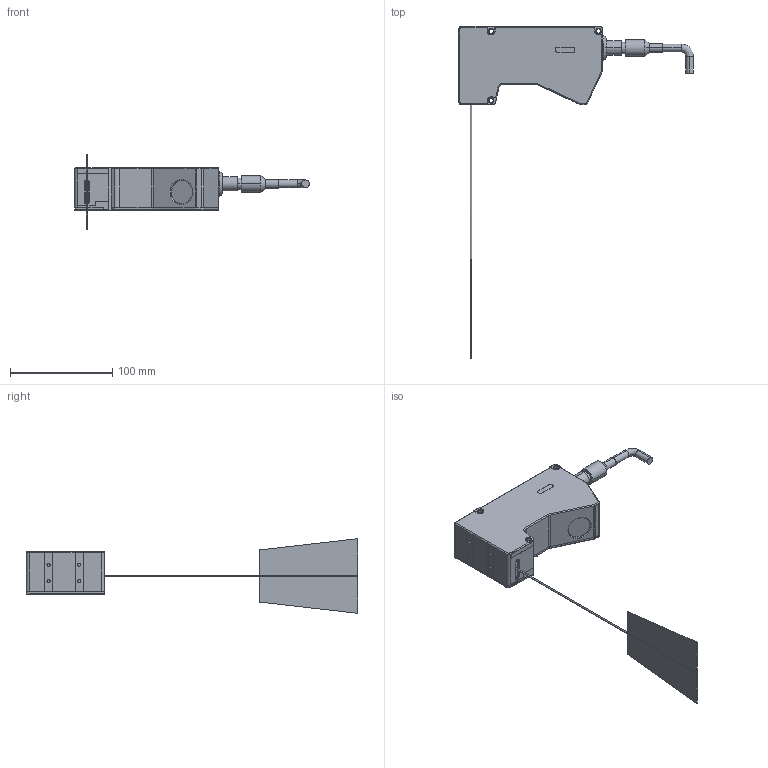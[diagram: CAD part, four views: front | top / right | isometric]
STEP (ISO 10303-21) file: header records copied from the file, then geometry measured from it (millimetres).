
FILE_DESCRIPTION (( 'STEP AP203' ), '1' );
FILE_NAME ('LJ-V7200_3.step', '2020-10-27T11:28:28', ( '' ), ( '' ), 'SwSTEP 2.0', 'SolidWorks 2016', '' );
FILE_SCHEMA (( 'CONFIG_CONTROL_DESIGN' ));
Length unit declared in the file: millimetre
Products named in the file (1): LJ-V7200_3
Bounding box: 230 x 325 x 73 mm (x, y, z)
Volume: 403385 mm3; surface area: 56350.4 mm2
Topology: 1 solids, 1 shells, 309 faces, 812 edges, 517 vertices
Faces by surface type: plane 160, cylinder 93, cone 46, bspline 10
Entity records: 11626 total; most frequent: CARTESIAN_POINT 4329, ORIENTED_EDGE 1624, DIRECTION 1309, EDGE_CURVE 812, VERTEX_POINT 517, VECTOR 443, LINE 443, AXIS2_PLACEMENT_3D 433
